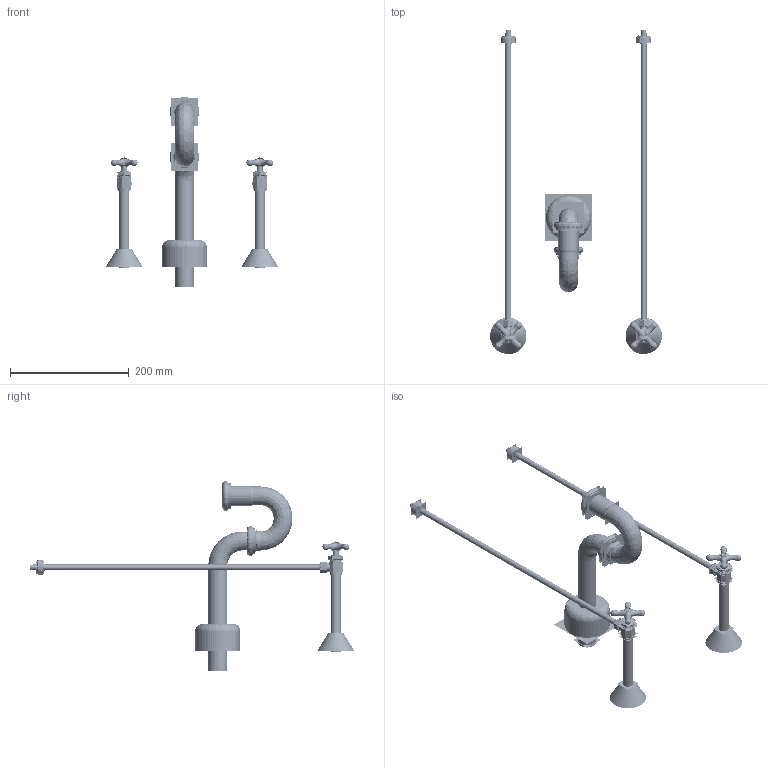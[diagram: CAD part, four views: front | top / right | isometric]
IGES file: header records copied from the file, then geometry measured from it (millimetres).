
Start section:  PTC IGES file: 4772_asm.igs
Global section: file name: 4772_asm.igs; native system: Creo Parametric by PTC Inc.; preprocessor: 2018400; author: rsmith; organization: Unknown; date: 20211026.103906; units: inch
Bounding box: 290.12 x 546.46 x 320.73 mm (x, y, z)
Surface area: 1942443.6 mm2 (no closed solid volume)
Topology: 0 solids, 0 shells, 3448 faces, 41453 edges, 49473 vertices
Faces by surface type: revolution 1910, bspline 1538
